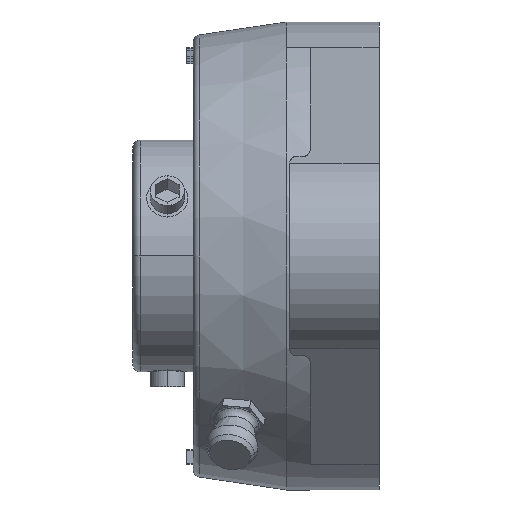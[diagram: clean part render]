
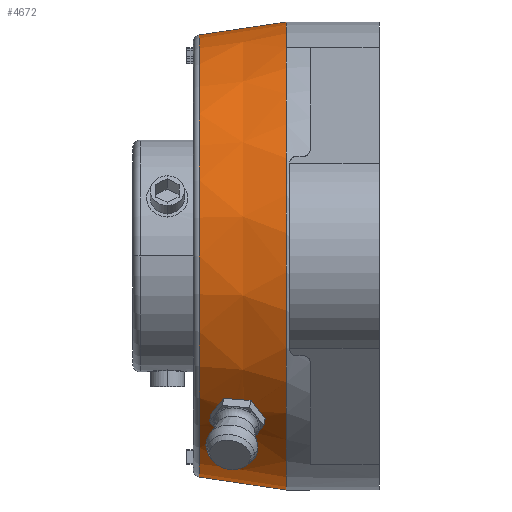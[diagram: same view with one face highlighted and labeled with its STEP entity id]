
A CAD part, left-side view. The second image highlights one B-rep face of the part: STEP entity #4672.
In plain terms, the highlighted conical face has half-angle 8.427 degrees and reference radius 33.063 mm.
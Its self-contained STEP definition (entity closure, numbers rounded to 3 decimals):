
#164=CARTESIAN_POINT('',(0.,0.,0.));
#165=DIRECTION('',(0.,1.,0.));
#166=DIRECTION('',(0.,0.,-1.));
#167=AXIS2_PLACEMENT_3D('',#164,#165,#166);
#169=CARTESIAN_POINT('',(0.,0.,0.));
#170=DIRECTION('',(0.,1.,0.));
#171=DIRECTION('',(-0.455,0.,0.891));
#172=AXIS2_PLACEMENT_3D('',#169,#170,#171);
#183=CARTESIAN_POINT('',(0.,12.647,0.));
#184=DIRECTION('',(0.,1.,0.));
#185=DIRECTION('',(0.,0.,-1.));
#186=AXIS2_PLACEMENT_3D('',#183,#184,#185);
#188=DIRECTION('',(0.,0.989,-0.147));
#189=VECTOR('',#188,12.785);
#190=CARTESIAN_POINT('',(0.,0.,34.));
#191=LINE('',#190,#189);
#192=DIRECTION('',(0.,0.989,0.147));
#193=VECTOR('',#192,12.785);
#194=CARTESIAN_POINT('',(0.,0.,-34.));
#195=LINE('',#194,#193);
#196=CARTESIAN_POINT('',(-22.113,6.994,-24.446));
#197=CARTESIAN_POINT('',(-22.131,6.824,-24.464));
#198=CARTESIAN_POINT('',(-22.207,6.483,-24.464));
#199=CARTESIAN_POINT('',(-22.431,6.021,-24.351));
#200=CARTESIAN_POINT('',(-22.742,5.656,-24.137));
#201=CARTESIAN_POINT('',(-23.105,5.422,-23.838));
#202=CARTESIAN_POINT('',(-23.483,5.341,-23.483));
#203=CARTESIAN_POINT('',(-23.838,5.422,-23.105));
#204=CARTESIAN_POINT('',(-24.137,5.656,-22.742));
#205=CARTESIAN_POINT('',(-24.351,6.021,-22.431));
#206=CARTESIAN_POINT('',(-24.464,6.483,-22.207));
#207=CARTESIAN_POINT('',(-24.464,6.824,-22.131));
#208=CARTESIAN_POINT('',(-24.446,6.994,-22.113));
#210=CARTESIAN_POINT('',(-24.446,6.994,-22.113));
#211=CARTESIAN_POINT('',(-24.428,7.166,-22.095));
#212=CARTESIAN_POINT('',(-24.355,7.509,-22.1));
#213=CARTESIAN_POINT('',(-24.145,7.973,-22.228));
#214=CARTESIAN_POINT('',(-23.854,8.341,-22.462));
#215=CARTESIAN_POINT('',(-23.507,8.578,-22.775));
#216=CARTESIAN_POINT('',(-23.135,8.659,-23.136));
#217=CARTESIAN_POINT('',(-22.775,8.578,-23.507));
#218=CARTESIAN_POINT('',(-22.462,8.341,-23.854));
#219=CARTESIAN_POINT('',(-22.228,7.973,-24.145));
#220=CARTESIAN_POINT('',(-22.1,7.509,-24.355));
#221=CARTESIAN_POINT('',(-22.095,7.166,-24.428));
#222=CARTESIAN_POINT('',(-22.113,6.994,-24.446));
#3601=CARTESIAN_POINT('',(-15.46,0.,30.282));
#3602=VERTEX_POINT('',#3601);
#3605=CARTESIAN_POINT('',(0.,0.,-34.));
#3606=VERTEX_POINT('',#3605);
#3607=CARTESIAN_POINT('',(0.,0.,34.));
#3608=VERTEX_POINT('',#3607);
#3613=CARTESIAN_POINT('',(0.,12.647,-32.126));
#3614=CARTESIAN_POINT('',(0.,12.647,32.126));
#3615=VERTEX_POINT('',#3613);
#3616=VERTEX_POINT('',#3614);
#3619=VERTEX_POINT('',#196);
#3620=VERTEX_POINT('',#208);
#4651=CARTESIAN_POINT('',(0.,6.323,0.));
#4652=DIRECTION('',(0.,-1.,0.));
#4653=DIRECTION('',(0.,0.,-1.));
#4654=AXIS2_PLACEMENT_3D('',#4651,#4652,#4653);
#4655=CONICAL_SURFACE('',#4654,33.063,8.427);
#4657=ORIENTED_EDGE('',*,*,#4656,.T.);
#4659=ORIENTED_EDGE('',*,*,#4658,.F.);
#4660=ORIENTED_EDGE('',*,*,#4638,.F.);
#4661=ORIENTED_EDGE('',*,*,#4627,.F.);
#4663=ORIENTED_EDGE('',*,*,#4662,.T.);
#4664=EDGE_LOOP('',(#4657,#4659,#4660,#4661,#4663));
#4665=FACE_OUTER_BOUND('',#4664,.F.);
#4667=ORIENTED_EDGE('',*,*,#4666,.T.);
#4669=ORIENTED_EDGE('',*,*,#4668,.T.);
#4670=EDGE_LOOP('',(#4667,#4669));
#4671=FACE_BOUND('',#4670,.F.);
#4672=ADVANCED_FACE('',(#4665,#4671),#4655,.T.);
#168=CIRCLE('',#167,34.);
#173=CIRCLE('',#172,34.);
#187=CIRCLE('',#186,32.126);
#209=B_SPLINE_CURVE_WITH_KNOTS('',3,(#196,#197,#198,#199,#200,#201,#202,#203,
#204,#205,#206,#207,#208),.UNSPECIFIED.,.F.,.F.,(4,1,1,1,1,1,1,1,1,1,4),(0.,
0.1,0.2,0.3,0.4,0.5,0.6,0.7,0.8,0.9,1.),.UNSPECIFIED.);
#223=B_SPLINE_CURVE_WITH_KNOTS('',3,(#210,#211,#212,#213,#214,#215,#216,#217,
#218,#219,#220,#221,#222),.UNSPECIFIED.,.F.,.F.,(4,1,1,1,1,1,1,1,1,1,4),(0.,
0.1,0.2,0.3,0.4,0.5,0.6,0.7,0.8,0.9,1.),.UNSPECIFIED.);
#4627=EDGE_CURVE('',#3606,#3602,#168,.T.);
#4638=EDGE_CURVE('',#3602,#3608,#173,.T.);
#4656=EDGE_CURVE('',#3615,#3616,#187,.T.);
#4658=EDGE_CURVE('',#3608,#3616,#191,.T.);
#4662=EDGE_CURVE('',#3606,#3615,#195,.T.);
#4666=EDGE_CURVE('',#3619,#3620,#209,.T.);
#4668=EDGE_CURVE('',#3620,#3619,#223,.T.);
